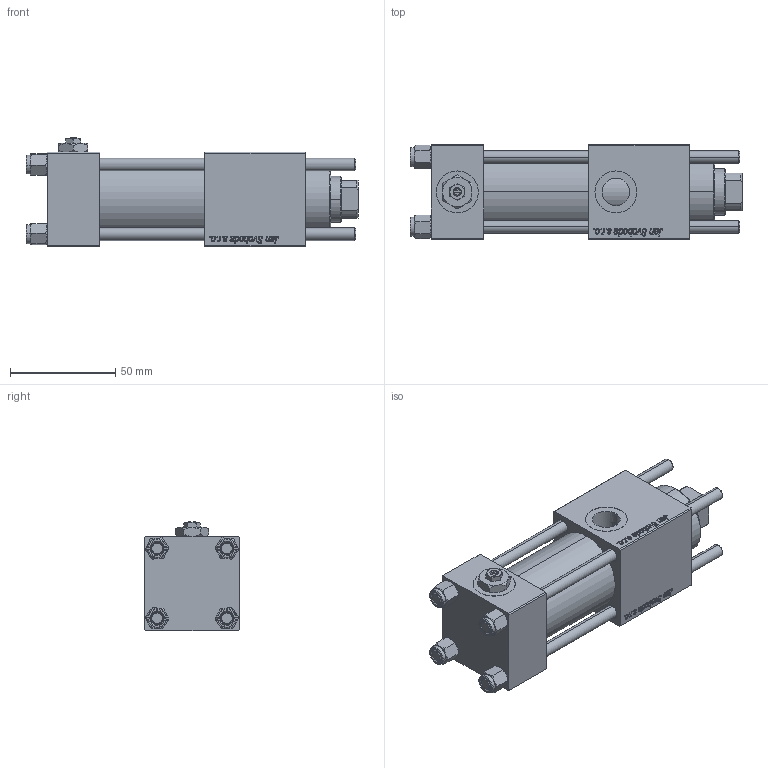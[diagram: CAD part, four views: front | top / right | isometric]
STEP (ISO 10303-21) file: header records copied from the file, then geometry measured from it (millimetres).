
FILE_DESCRIPTION (( 'STEP AP203' ), '1' );
FILE_NAME ('31af.STEP', '2022-04-15T01:21:28', ( '' ), ( '' ), 'SwSTEP 2.0', 'SolidWorks 2019', '' );
FILE_SCHEMA (( 'CONFIG_CONTROL_DESIGN' ));
Length unit declared in the file: millimetre
Products named in the file (7): V215_VC_A 3ac79adb1b6b06813f2ef5e2f2feeee3; NUT_M5_B 3ac79adb1b6b06813f2ef5e2f2feeee3; V215CR_B-1 3ac79adb1b6b06813f2ef5e2f2feeee3; V215CR_B_TYCINKA 3ac79adb1b6b06813f2ef5e2f2feeee3; V215CR_VCP_B 3ac79adb1b6b06813f2ef5e2f2feeee3; Zatka_pro_OIL_PORT 3ac79adb1b6b06813f2ef5e2f2feeee3; 31af
Assembly tree (12 placements, depth 2):
  31af
    V215CR_B-1 3ac79adb1b6b06813f2ef5e2f2feeee3
    V215CR_VCP_B 3ac79adb1b6b06813f2ef5e2f2feeee3
    NUT_M5_B 3ac79adb1b6b06813f2ef5e2f2feeee3  x4
    V215CR_B_TYCINKA 3ac79adb1b6b06813f2ef5e2f2feeee3  x4
    V215_VC_A 3ac79adb1b6b06813f2ef5e2f2feeee3
    Zatka_pro_OIL_PORT 3ac79adb1b6b06813f2ef5e2f2feeee3
Bounding box: 158 x 45 x 52 mm (x, y, z)
Volume: 213485.2 mm3; surface area: 77868.2 mm2
Topology: 12 solids, 12 shells, 1208 faces, 3058 edges, 1979 vertices
Faces by surface type: bspline 504, plane 454, cone 158, cylinder 84, torus 8
Entity records: 58559 total; most frequent: CARTESIAN_POINT 34579, ORIENTED_EDGE 5608, DIRECTION 3128, EDGE_CURVE 2804, VERTEX_POINT 1835, LINE 1488, VECTOR 1488, EDGE_LOOP 1215
